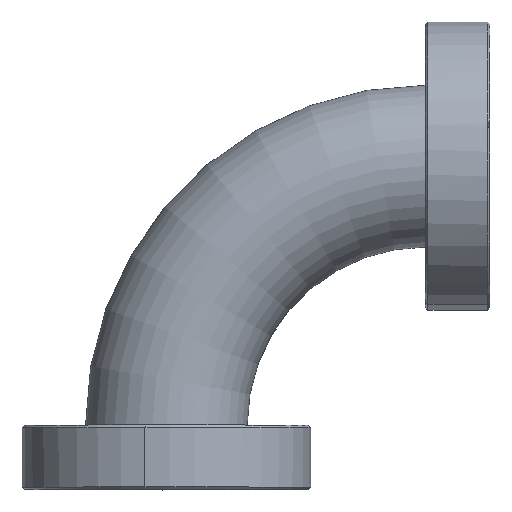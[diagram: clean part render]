
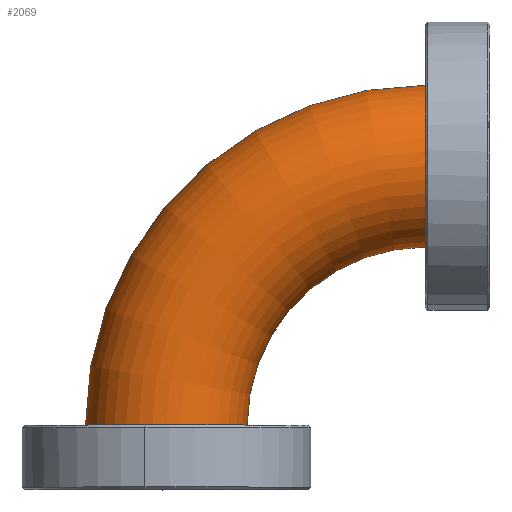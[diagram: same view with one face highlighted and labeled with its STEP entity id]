
A CAD part, top view. The second image highlights one B-rep face of the part: STEP entity #2069.
In plain terms, the highlighted toroidal (fillet/blend) face has major radius 30.5 mm and minor radius 9.525 mm.
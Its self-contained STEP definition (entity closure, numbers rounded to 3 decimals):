
#10 = CARTESIAN_POINT ( 'NONE',  ( -20.975, 0., 0. ) ) ;
#34 = AXIS2_PLACEMENT_3D ( 'NONE', #1581, #662, #234 ) ;
#234 = DIRECTION ( 'NONE',  ( 0., 0., -1. ) ) ;
#273 = DIRECTION ( 'NONE',  ( 0., -1., 0. ) ) ;
#285 = AXIS2_PLACEMENT_3D ( 'NONE', #2743, #1615, #690 ) ;
#367 = CIRCLE ( 'NONE', #34, 9.525 ) ;
#593 = CIRCLE ( 'NONE', #1588, 9.525 ) ;
#610 = DIRECTION ( 'NONE',  ( 0., -1., 0. ) ) ;
#638 = VERTEX_POINT ( 'NONE', #10 ) ;
#649 = CIRCLE ( 'NONE', #2457, 9.525 ) ;
#658 = ORIENTED_EDGE ( 'NONE', *, *, #2651, .T. ) ;
#662 = DIRECTION ( 'NONE',  ( -1., 0., 0. ) ) ;
#665 = DIRECTION ( 'NONE',  ( 0., 0., 1. ) ) ;
#672 = ORIENTED_EDGE ( 'NONE', *, *, #2826, .F. ) ;
#690 = DIRECTION ( 'NONE',  ( 1., 0., 0. ) ) ;
#700 = EDGE_CURVE ( 'NONE', #2912, #638, #1561, .T. ) ;
#744 = ORIENTED_EDGE ( 'NONE', *, *, #1428, .F. ) ;
#748 = ORIENTED_EDGE ( 'NONE', *, *, #2654, .T. ) ;
#854 = ORIENTED_EDGE ( 'NONE', *, *, #2306, .T. ) ;
#858 = VERTEX_POINT ( 'NONE', #1003 ) ;
#968 = FACE_OUTER_BOUND ( 'NONE', #1254, .T. ) ;
#1002 = VERTEX_POINT ( 'NONE', #1530 ) ;
#1003 = CARTESIAN_POINT ( 'NONE',  ( 0., 40.025, 0. ) ) ;
#1029 = CARTESIAN_POINT ( 'NONE',  ( 0., 20.975, 0. ) ) ;
#1067 = CARTESIAN_POINT ( 'NONE',  ( 0., 0., 0. ) ) ;
#1071 = DIRECTION ( 'NONE',  ( 0., 0., -1. ) ) ;
#1119 = VERTEX_POINT ( 'NONE', #1355 ) ;
#1172 = VERTEX_POINT ( 'NONE', #2492 ) ;
#1254 = EDGE_LOOP ( 'NONE', ( #658, #748, #672, #744, #1788, #854 ) ) ;
#1341 = DIRECTION ( 'NONE',  ( 1., 0., 0. ) ) ;
#1355 = CARTESIAN_POINT ( 'NONE',  ( 0., 30.5, 9.525 ) ) ;
#1398 = DIRECTION ( 'NONE',  ( 0., 0., -1. ) ) ;
#1428 = EDGE_CURVE ( 'NONE', #638, #1002, #649, .T. ) ;
#1451 = AXIS2_PLACEMENT_3D ( 'NONE', #2328, #273, #1398 ) ;
#1530 = CARTESIAN_POINT ( 'NONE',  ( -30.5, 0., 9.525 ) ) ;
#1548 = DIRECTION ( 'NONE',  ( 0., 0., -1. ) ) ;
#1561 = CIRCLE ( 'NONE', #285, 20.975 ) ;
#1581 = CARTESIAN_POINT ( 'NONE',  ( 0., 30.5, 0. ) ) ;
#1588 = AXIS2_PLACEMENT_3D ( 'NONE', #1772, #2422, #1548 ) ;
#1615 = DIRECTION ( 'NONE',  ( 0., 0., 1. ) ) ;
#1638 = CIRCLE ( 'NONE', #1451, 9.525 ) ;
#1772 = CARTESIAN_POINT ( 'NONE',  ( 0., 30.5, 0. ) ) ;
#1788 = ORIENTED_EDGE ( 'NONE', *, *, #700, .F. ) ;
#2069 = ADVANCED_FACE ( 'NONE', ( #968 ), #2495, .T. ) ;
#2181 = DIRECTION ( 'NONE',  ( 1., 0., 0. ) ) ;
#2236 = DIRECTION ( 'NONE',  ( 0., 0., 1. ) ) ;
#2306 = EDGE_CURVE ( 'NONE', #2912, #1119, #367, .T. ) ;
#2328 = CARTESIAN_POINT ( 'NONE',  ( -30.5, 0., 0. ) ) ;
#2405 = AXIS2_PLACEMENT_3D ( 'NONE', #2713, #2236, #1341 ) ;
#2422 = DIRECTION ( 'NONE',  ( -1., 0., 0. ) ) ;
#2457 = AXIS2_PLACEMENT_3D ( 'NONE', #2899, #610, #1071 ) ;
#2492 = CARTESIAN_POINT ( 'NONE',  ( -40.025, 0., 0. ) ) ;
#2495 = TOROIDAL_SURFACE ( 'NONE', #2542, 30.5, 9.525 ) ;
#2542 = AXIS2_PLACEMENT_3D ( 'NONE', #1067, #665, #2181 ) ;
#2651 = EDGE_CURVE ( 'NONE', #1119, #858, #593, .T. ) ;
#2654 = EDGE_CURVE ( 'NONE', #858, #1172, #2938, .T. ) ;
#2713 = CARTESIAN_POINT ( 'NONE',  ( 0., 0., 0. ) ) ;
#2743 = CARTESIAN_POINT ( 'NONE',  ( 0., 0., 0. ) ) ;
#2826 = EDGE_CURVE ( 'NONE', #1002, #1172, #1638, .T. ) ;
#2899 = CARTESIAN_POINT ( 'NONE',  ( -30.5, 0., 0. ) ) ;
#2912 = VERTEX_POINT ( 'NONE', #1029 ) ;
#2938 = CIRCLE ( 'NONE', #2405, 40.025 ) ;
